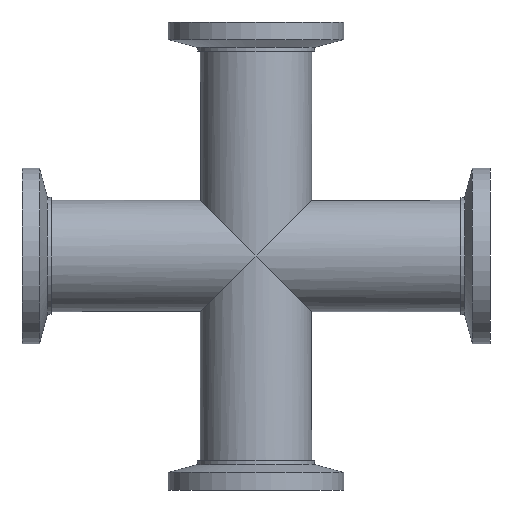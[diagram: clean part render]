
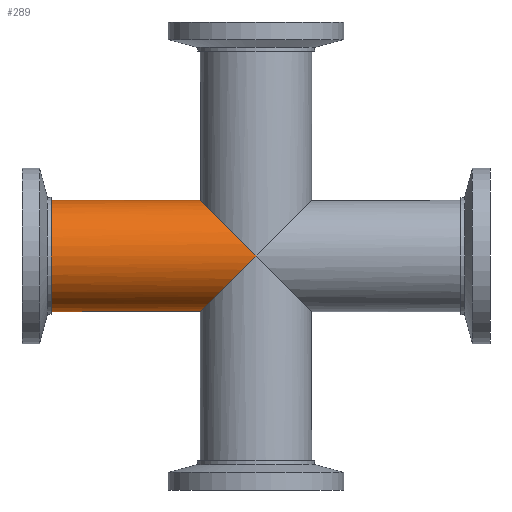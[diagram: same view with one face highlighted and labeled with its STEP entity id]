
A CAD part, left-side view. The second image highlights one B-rep face of the part: STEP entity #289.
In plain terms, the highlighted cylindrical face has radius 9.5 mm (diameter 19 mm), a full revolution.
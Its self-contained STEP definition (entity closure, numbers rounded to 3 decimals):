
#58=CIRCLE('',#364,9.5);
#80=CYLINDRICAL_SURFACE('',#363,9.5);
#89=FACE_OUTER_BOUND('',#104,.T.);
#104=EDGE_LOOP('',(#220,#221,#222,#223,#224));
#124=LINE('',#540,#134);
#134=VECTOR('',#432,9.5);
#142=ELLIPSE('',#357,13.435,9.5);
#144=ELLIPSE('',#360,13.435,9.5);
#147=VERTEX_POINT('',#525);
#148=VERTEX_POINT('',#527);
#150=VERTEX_POINT('',#538);
#173=EDGE_CURVE('',#148,#147,#142,.T.);
#176=EDGE_CURVE('',#147,#148,#144,.T.);
#179=EDGE_CURVE('',#150,#150,#58,.T.);
#180=EDGE_CURVE('',#150,#147,#124,.T.);
#220=ORIENTED_EDGE('',*,*,#179,.F.);
#221=ORIENTED_EDGE('',*,*,#180,.T.);
#222=ORIENTED_EDGE('',*,*,#176,.T.);
#223=ORIENTED_EDGE('',*,*,#173,.T.);
#224=ORIENTED_EDGE('',*,*,#180,.F.);
#289=ADVANCED_FACE('',(#89),#80,.T.);
#357=AXIS2_PLACEMENT_3D('',#528,#414,#415);
#360=AXIS2_PLACEMENT_3D('',#532,#421,#422);
#363=AXIS2_PLACEMENT_3D('',#537,#428,#429);
#364=AXIS2_PLACEMENT_3D('',#539,#430,#431);
#414=DIRECTION('center_axis',(0.,0.707,0.707));
#415=DIRECTION('ref_axis',(0.,-0.707,0.707));
#421=DIRECTION('center_axis',(0.,-0.707,0.707));
#422=DIRECTION('ref_axis',(0.,-0.707,-0.707));
#428=DIRECTION('center_axis',(0.,0.,1.));
#429=DIRECTION('ref_axis',(-1.,0.,0.));
#430=DIRECTION('center_axis',(0.,0.,1.));
#431=DIRECTION('ref_axis',(-1.,0.,0.));
#432=DIRECTION('',(0.,0.,-1.));
#525=CARTESIAN_POINT('',(9.5,0.,0.));
#527=CARTESIAN_POINT('',(-9.5,0.,0.));
#528=CARTESIAN_POINT('Origin',(0.,0.,0.));
#532=CARTESIAN_POINT('Origin',(0.,0.,0.));
#537=CARTESIAN_POINT('Origin',(0.,0.,0.));
#538=CARTESIAN_POINT('',(9.5,0.,36.2));
#539=CARTESIAN_POINT('Origin',(0.,0.,36.2));
#540=CARTESIAN_POINT('',(9.5,0.,0.));
